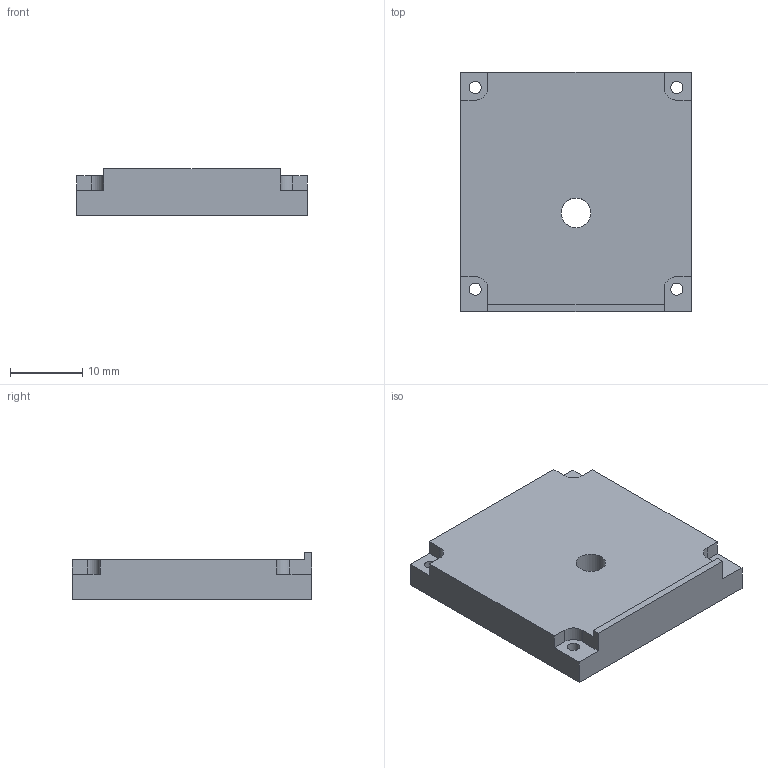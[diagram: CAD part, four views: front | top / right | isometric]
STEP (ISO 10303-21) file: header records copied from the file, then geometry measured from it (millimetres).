
FILE_DESCRIPTION(('FreeCAD Model'),'2;1');
FILE_NAME('Open CASCADE Shape Model','2023-12-06T16:26:02',(''),(''), 'Open CASCADE STEP processor 7.6','FreeCAD','Unknown');
FILE_SCHEMA(('AUTOMOTIVE_DESIGN { 1 0 10303 214 1 1 1 1 }'));
Length unit declared in the file: millimetre
Products named in the file (2): adapt1; adapter1
Assembly tree (1 placements, depth 2):
  adapt1
    adapter1
Bounding box: 32 x 33.2 x 6.5 mm (x, y, z)
Volume: 5545.4 mm3; surface area: 3018.7 mm2
Topology: 1 solids, 1 shells, 31 faces, 84 edges, 56 vertices
Faces by surface type: plane 21, cylinder 10
Full cylindrical faces by diameter (mm): 1.7 x4, 4.1 x1, 8 x1
Entity records: 1038 total; most frequent: CARTESIAN_POINT 173, DIRECTION 170, ORIENTED_EDGE 168, EDGE_CURVE 84, LINE 64, VECTOR 64, VERTEX_POINT 56, AXIS2_PLACEMENT_3D 53
